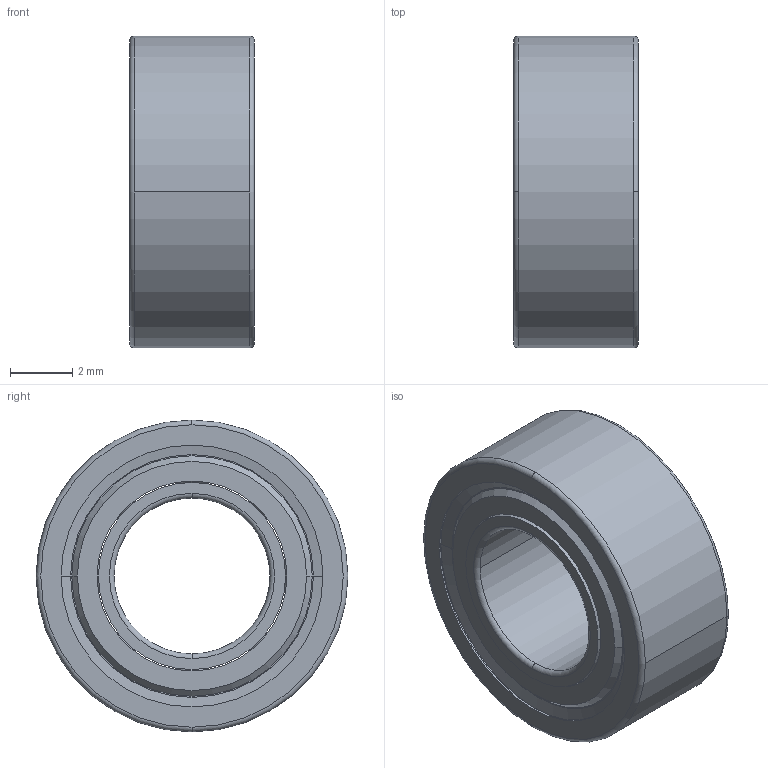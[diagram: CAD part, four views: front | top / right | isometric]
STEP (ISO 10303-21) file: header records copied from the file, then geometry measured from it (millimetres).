
FILE_DESCRIPTION (( 'STEP AP203' ), '1' );
FILE_NAME ('AL-BE-105ZZ Ïîäøèïíèê äëÿ ìèíè ðîëèêîâ D5D10,105ZZ.STEP', '2024-12-12T09:48:19', ( '' ), ( '' ), 'SwSTEP 2.0', 'SolidWorks 2021', '' );
FILE_SCHEMA (( 'CONFIG_CONTROL_DESIGN' ));
Length unit declared in the file: millimetre
Products named in the file (1): AL-BE-105ZZ Ïîäøèïíèê äëÿ ìèíè ðîëèêîâ D5D10,105ZZ
Bounding box: 4 x 10 x 10 mm (x, y, z)
Volume: 160.9 mm3; surface area: 629.1 mm2
Topology: 5 solids, 5 shells, 112 faces, 288 edges, 190 vertices
Faces by surface type: torus 34, cylinder 28, cone 20, sphere 16, plane 14
Entity records: 3381 total; most frequent: CARTESIAN_POINT 687, DIRECTION 610, ORIENTED_EDGE 496, AXIS2_PLACEMENT_3D 281, EDGE_CURVE 248, CIRCLE 168, VERTEX_POINT 166, EDGE_LOOP 142
